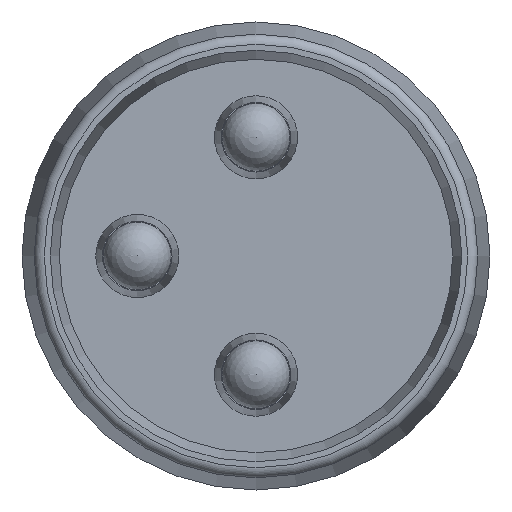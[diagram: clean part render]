
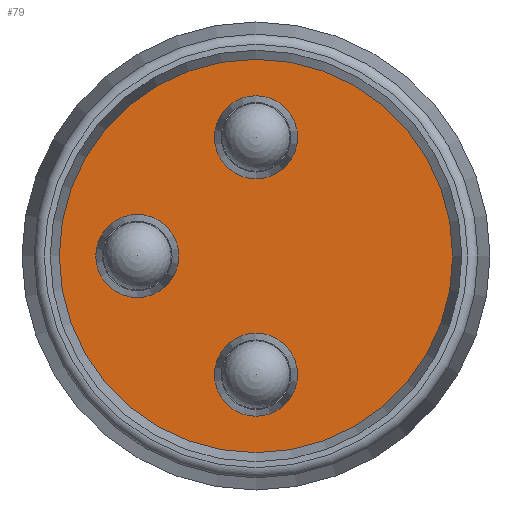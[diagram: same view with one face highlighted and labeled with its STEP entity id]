
A CAD part, front view. The second image highlights one B-rep face of the part: STEP entity #79.
In plain terms, the highlighted planar face has unit normal (0, -1, 0).
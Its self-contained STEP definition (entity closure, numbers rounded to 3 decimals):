
#46=PLANE('',#568);
#79=ADVANCED_FACE('',(#156,#157,#158,#159),#46,.T.);
#156=FACE_BOUND('',#231,.T.);
#157=FACE_BOUND('',#232,.T.);
#158=FACE_BOUND('',#233,.T.);
#159=FACE_BOUND('',#234,.T.);
#231=EDGE_LOOP('',(#324));
#232=EDGE_LOOP('',(#325));
#233=EDGE_LOOP('',(#326));
#234=EDGE_LOOP('',(#327));
#324=ORIENTED_EDGE('',*,*,#476,.T.);
#325=ORIENTED_EDGE('',*,*,#475,.T.);
#326=ORIENTED_EDGE('',*,*,#474,.T.);
#327=ORIENTED_EDGE('',*,*,#477,.F.);
#420=VERTEX_POINT('',#889);
#421=VERTEX_POINT('',#892);
#422=VERTEX_POINT('',#895);
#423=VERTEX_POINT('',#898);
#474=EDGE_CURVE('',#420,#420,#512,.T.);
#475=EDGE_CURVE('',#421,#421,#513,.T.);
#476=EDGE_CURVE('',#422,#422,#514,.T.);
#477=EDGE_CURVE('',#423,#423,#515,.T.);
#512=CIRCLE('',#561,0.613);
#513=CIRCLE('',#563,0.613);
#514=CIRCLE('',#565,0.613);
#515=CIRCLE('',#567,2.9);
#561=AXIS2_PLACEMENT_3D('',#888,#661,#662);
#563=AXIS2_PLACEMENT_3D('',#891,#665,#666);
#565=AXIS2_PLACEMENT_3D('',#894,#669,#670);
#567=AXIS2_PLACEMENT_3D('',#897,#673,#674);
#568=AXIS2_PLACEMENT_3D('',#899,#675,#676);
#661=DIRECTION('',(0.,1.,0.));
#662=DIRECTION('',(0.,0.,-1.));
#665=DIRECTION('',(0.,1.,0.));
#666=DIRECTION('',(0.,0.,-1.));
#669=DIRECTION('',(0.,1.,0.));
#670=DIRECTION('',(0.,0.,-1.));
#673=DIRECTION('',(0.,1.,0.));
#674=DIRECTION('',(-1.,0.,0.));
#675=DIRECTION('',(0.,-1.,0.));
#676=DIRECTION('',(0.,0.,1.));
#888=CARTESIAN_POINT('',(50.,45.1,1.75));
#889=CARTESIAN_POINT('',(50.,45.1,1.137));
#891=CARTESIAN_POINT('',(48.25,45.1,0.));
#892=CARTESIAN_POINT('',(48.25,45.1,-0.613));
#894=CARTESIAN_POINT('',(50.,45.1,-1.75));
#895=CARTESIAN_POINT('',(50.,45.1,-2.363));
#897=CARTESIAN_POINT('',(50.,45.1,0.));
#898=CARTESIAN_POINT('',(47.1,45.1,0.));
#899=CARTESIAN_POINT('',(50.,45.1,0.));
